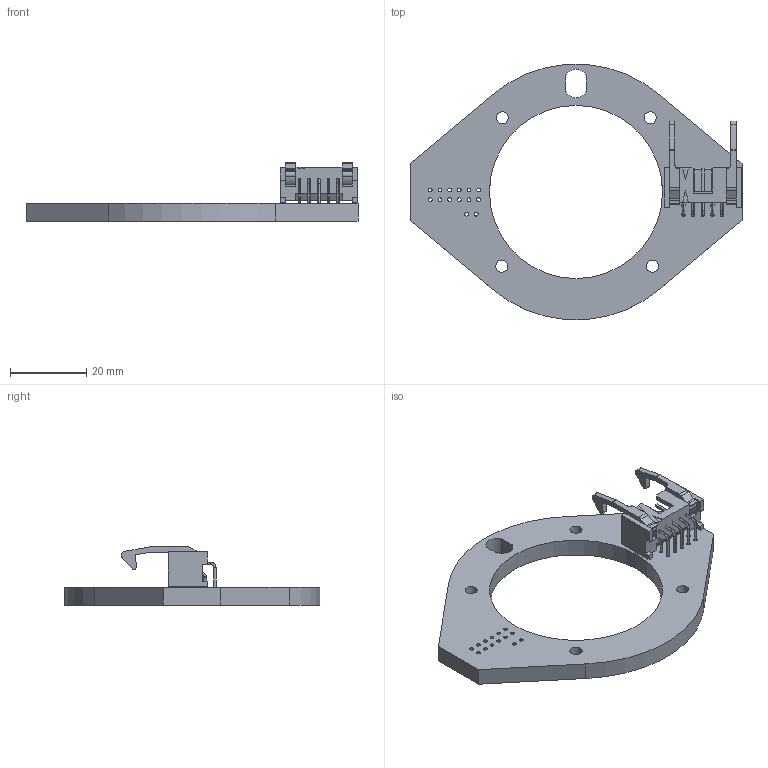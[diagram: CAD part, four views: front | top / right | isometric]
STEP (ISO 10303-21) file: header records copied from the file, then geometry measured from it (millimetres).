
FILE_DESCRIPTION(('KiCad electronic assembly'),'2;1');
FILE_NAME('Rotary.step','2022-03-24T14:32:31',('Pcbnew'),('Kicad'), 'Open CASCADE STEP processor 7.6','KiCad to STEP converter','Unknown' );
FILE_SCHEMA(('AUTOMOTIVE_DESIGN { 1 0 10303 214 1 1 1 1 }'));
Length unit declared in the file: millimetre
Products named in the file (4): Rotary 1; 1761607-3; SOLID; _autosave-Rotary PCB
Assembly tree (3 placements, depth 3):
  Rotary 1
    1761607-3
      SOLID
    _autosave-Rotary PCB
Bounding box: 87.25 x 67.09 x 15.33 mm (x, y, z)
Volume: 12475.4 mm3; surface area: 9281.1 mm2
Topology: 2 solids, 2 shells, 311 faces, 827 edges, 534 vertices
Faces by surface type: bspline 268, cylinder 33, plane 10
Full cylindrical faces by diameter (mm): 0.89 x10, 1 x14, 3.2 x4, 45.5 x1
Entity records: 20541 total; most frequent: CARTESIAN_POINT 8894, B_SPLINE_CURVE_WITH_KNOTS 1798, ORIENTED_EDGE 1654, PCURVE 1654, DEFINITIONAL_REPRESENTATION 1654, EDGE_CURVE 827, SURFACE_CURVE 798, VERTEX_POINT 534
